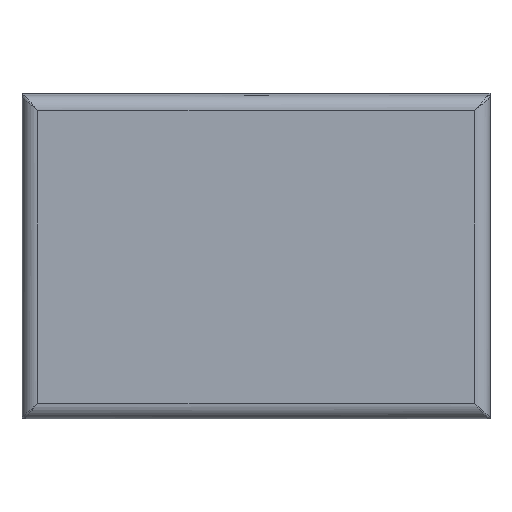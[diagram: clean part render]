
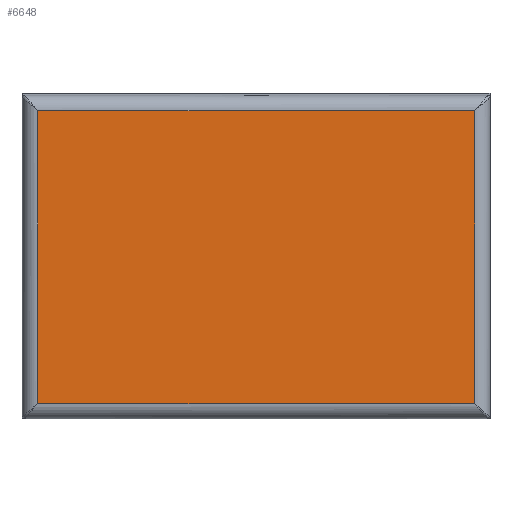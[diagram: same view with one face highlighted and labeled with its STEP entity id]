
A CAD part, front view. The second image highlights one B-rep face of the part: STEP entity #6648.
In plain terms, the highlighted planar face has unit normal (0, -1, 0).
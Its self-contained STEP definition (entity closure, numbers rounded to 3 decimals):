
#471 = VECTOR ( 'NONE', #65198, 1000. ) ;
#1855 = ORIENTED_EDGE ( 'NONE', *, *, #50423, .F. ) ;
#4649 = DIRECTION ( 'NONE',  ( 0., 1., 0. ) ) ;
#6648 = ADVANCED_FACE ( 'NONE', ( #55416 ), #30254, .F. ) ;
#7189 = CARTESIAN_POINT ( 'NONE',  ( -53.068, -4., -33.5 ) ) ;
#7798 = EDGE_CURVE ( 'NONE', #44061, #61991, #43812, .T. ) ;
#10620 = AXIS2_PLACEMENT_3D ( 'NONE', #35677, #4649, #40897 ) ;
#11715 = VERTEX_POINT ( 'NONE', #56297 ) ;
#14181 = LINE ( 'NONE', #64962, #471 ) ;
#15029 = VECTOR ( 'NONE', #38968, 1000. ) ;
#19510 = ORIENTED_EDGE ( 'NONE', *, *, #7798, .F. ) ;
#22843 = DIRECTION ( 'NONE',  ( -1., 0., 0. ) ) ;
#24667 = ORIENTED_EDGE ( 'NONE', *, *, #42388, .F. ) ;
#28542 = CARTESIAN_POINT ( 'NONE',  ( 49.632, -4., 33. ) ) ;
#30074 = VECTOR ( 'NONE', #39985, 1000. ) ;
#30254 = PLANE ( 'NONE',  #10620 ) ;
#31308 = CARTESIAN_POINT ( 'NONE',  ( -49.568, -4., 33. ) ) ;
#33526 = CARTESIAN_POINT ( 'NONE',  ( -49.568, -4., -37. ) ) ;
#34218 = EDGE_CURVE ( 'NONE', #39552, #44061, #14181, .T. ) ;
#35677 = CARTESIAN_POINT ( 'NONE',  ( -53.068, -4., -37. ) ) ;
#38883 = VECTOR ( 'NONE', #22843, 1000. ) ;
#38968 = DIRECTION ( 'NONE',  ( 0., 0., 1. ) ) ;
#39552 = VERTEX_POINT ( 'NONE', #31308 ) ;
#39985 = DIRECTION ( 'NONE',  ( 0., 0., -1. ) ) ;
#40897 = DIRECTION ( 'NONE',  ( 0., 0., 1. ) ) ;
#42388 = EDGE_CURVE ( 'NONE', #11715, #39552, #56353, .T. ) ;
#43812 = LINE ( 'NONE', #55297, #30074 ) ;
#44061 = VERTEX_POINT ( 'NONE', #28542 ) ;
#45503 = ORIENTED_EDGE ( 'NONE', *, *, #34218, .F. ) ;
#48526 = EDGE_LOOP ( 'NONE', ( #45503, #24667, #1855, #19510 ) ) ;
#50423 = EDGE_CURVE ( 'NONE', #61991, #11715, #52591, .T. ) ;
#52591 = LINE ( 'NONE', #7189, #38883 ) ;
#55297 = CARTESIAN_POINT ( 'NONE',  ( 49.632, -4., -37. ) ) ;
#55416 = FACE_OUTER_BOUND ( 'NONE', #48526, .T. ) ;
#56297 = CARTESIAN_POINT ( 'NONE',  ( -49.568, -4., -33.5 ) ) ;
#56353 = LINE ( 'NONE', #33526, #15029 ) ;
#60518 = CARTESIAN_POINT ( 'NONE',  ( 49.632, -4., -33.5 ) ) ;
#61991 = VERTEX_POINT ( 'NONE', #60518 ) ;
#64962 = CARTESIAN_POINT ( 'NONE',  ( -53.068, -4., 33. ) ) ;
#65198 = DIRECTION ( 'NONE',  ( 1., 0., 0. ) ) ;
